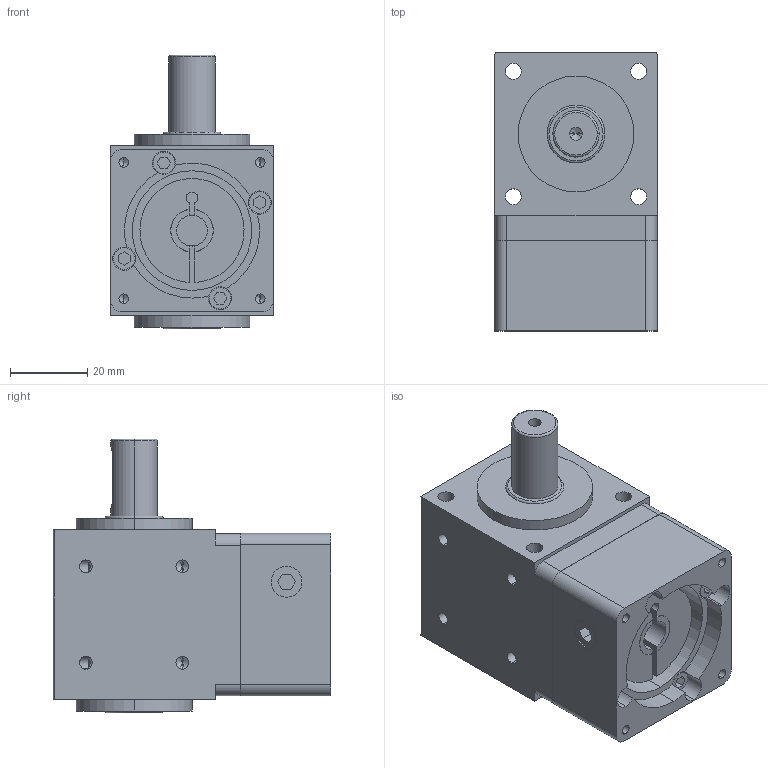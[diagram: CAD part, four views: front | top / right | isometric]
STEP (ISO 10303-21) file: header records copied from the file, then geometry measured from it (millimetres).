
FILE_DESCRIPTION (( 'STEP AP203' ), '1' );
FILE_NAME ('AT42-L1-S1(8-25 35-3 4-3.5-50£©.STEP', '2022-06-25T00:15:52', ( '' ), ( '' ), 'SwSTEP 2.0', 'SolidWorks 2021', '' );
FILE_SCHEMA (( 'CONFIG_CONTROL_DESIGN' ));
Length unit declared in the file: millimetre
Products named in the file (1): AT42-L1-S1(8-25 35-3 4-3.5-50）
Bounding box: 42.1 x 72 x 71 mm (x, y, z)
Volume: 122586.9 mm3; surface area: 25860.8 mm2
Topology: 1 solids, 1 shells, 274 faces, 662 edges, 409 vertices
Faces by surface type: cylinder 128, plane 94, cone 46, torus 6
Entity records: 8093 total; most frequent: CARTESIAN_POINT 1615, DIRECTION 1382, ORIENTED_EDGE 1288, EDGE_CURVE 644, AXIS2_PLACEMENT_3D 526, VERTEX_POINT 409, VECTOR 330, LINE 330
